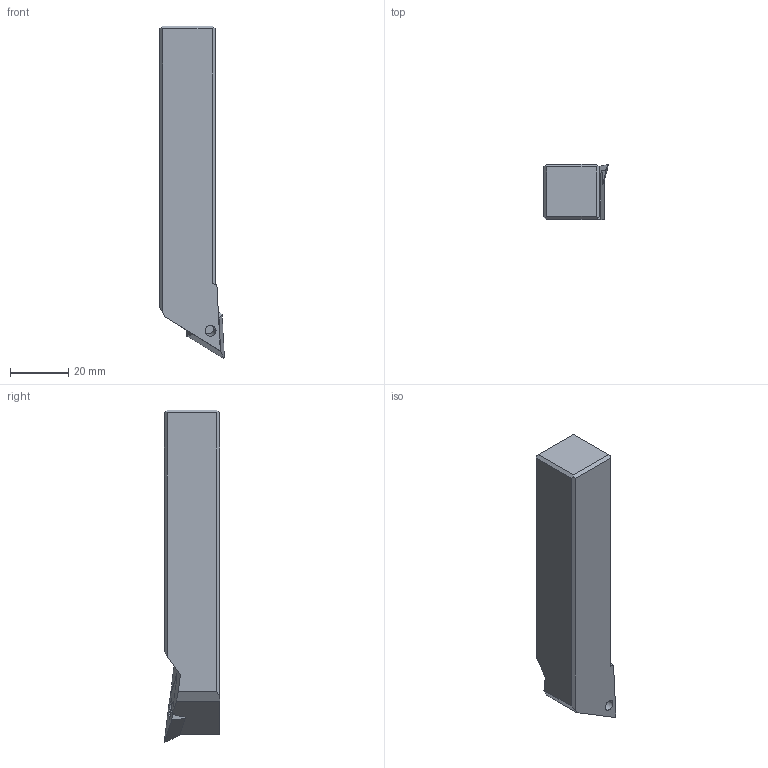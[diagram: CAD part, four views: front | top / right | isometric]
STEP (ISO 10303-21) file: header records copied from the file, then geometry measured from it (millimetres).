
FILE_DESCRIPTION(/* description */ (''),/* implementation_level */ '2;1');
FILE_NAME(/* name */ 'SDJEL-124_IR0_016.stp',/* time_stamp */ '2023-02-27T19:05:09+09:00',/* author */ (''),/* organization */ (''),/* preprocessor_version */ 'ST-DEVELOPER v16',/* originating_system */ 'SIEMENS PLM Software NX 10.0',/* authorisation */ '');
FILE_SCHEMA (('AUTOMOTIVE_DESIGN { 1 0 10303 214 3 1 1 1 }'));
Length unit declared in the file: millimetre
Products named in the file (1): SDJEL-124_IR0_016_ASM
Bounding box: 22.22 x 19.05 x 114.3 mm (x, y, z)
Volume: 36730.9 mm3; surface area: 9277.4 mm2
Topology: 2 solids, 2 shells, 85 faces, 256 edges, 183 vertices
Faces by surface type: plane 41, cylinder 24, cone 12, torus 6, sphere 2
Entity records: 3191 total; most frequent: CARTESIAN_POINT 738, DIRECTION 506, ORIENTED_EDGE 480, EDGE_CURVE 240, AXIS2_PLACEMENT_3D 179, VERTEX_POINT 162, LINE 148, VECTOR 148
